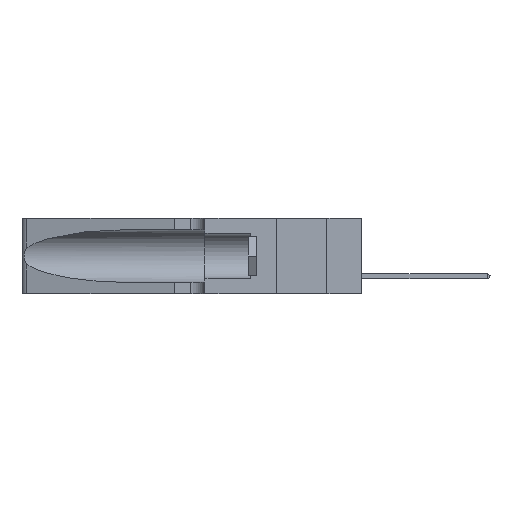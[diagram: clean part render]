
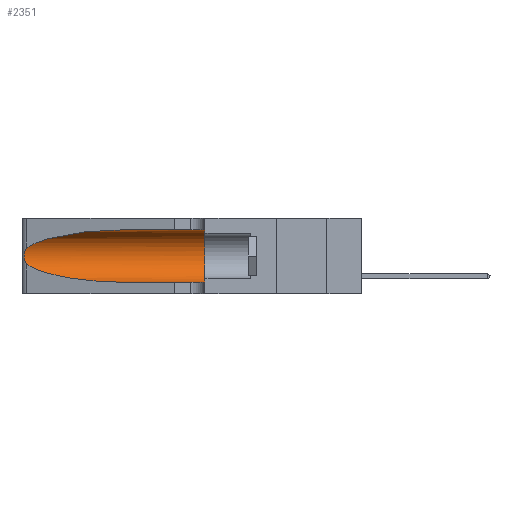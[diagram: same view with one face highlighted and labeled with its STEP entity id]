
A CAD part, left-side view. The second image highlights one B-rep face of the part: STEP entity #2351.
In plain terms, the highlighted cylindrical face has radius 3.308 mm (diameter 6.617 mm), a partial arc.
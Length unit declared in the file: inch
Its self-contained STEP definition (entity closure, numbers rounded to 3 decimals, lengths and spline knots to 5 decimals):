
#168 = DIRECTION ( 'NONE',  ( 0., 0., -1. ) ) ;
#304 = DIRECTION ( 'NONE',  ( 0., -1., 0. ) ) ;
#447 = ORIENTED_EDGE ( 'NONE', *, *, #21891, .T. ) ;
#1585 = VERTEX_POINT ( 'NONE', #22024 ) ;
#1750 = CARTESIAN_POINT ( 'NONE',  ( 0.25639, 1.23186, 0.15144 ) ) ;
#1911 = CARTESIAN_POINT ( 'NONE',  ( 0.26075, 1.23896, 0.178 ) ) ;
#1988 = CARTESIAN_POINT ( 'NONE',  ( 0.25856, 1.23593, 0.16098 ) ) ;
#2072 = DIRECTION ( 'NONE',  ( 0., -1., 0. ) ) ;
#2351 = ADVANCED_FACE ( 'NONE', ( #22952 ), #5318, .F. ) ;
#2923 = VERTEX_POINT ( 'NONE', #18660 ) ;
#4251 = CARTESIAN_POINT ( 'NONE',  ( 0.18966, 0.96281, 0.05475 ) ) ;
#4956 = LINE ( 'NONE', #16471, #20690 ) ;
#5318 = CYLINDRICAL_SURFACE ( 'NONE', #8092, 0.13025 ) ;
#5877 = CARTESIAN_POINT ( 'NONE',  ( 0.25854, 1.2359, 0.20912 ) ) ;
#7294 = EDGE_CURVE ( 'NONE', #9356, #24354, #4956, .T. ) ;
#7395 = DIRECTION ( 'NONE',  ( 0., 0., 1. ) ) ;
#7526 = CARTESIAN_POINT ( 'NONE',  ( 0.18966, 0.96281, 0.31525 ) ) ;
#7665 = DIRECTION ( 'NONE',  ( 0., 1., 0. ) ) ;
#8092 = AXIS2_PLACEMENT_3D ( 'NONE', #14299, #2072, #168 ) ;
#8422 = CARTESIAN_POINT ( 'NONE',  ( 0.1305, 1.61858, 0.31525 ) ) ;
#8634 = VERTEX_POINT ( 'NONE', #17019 ) ;
#9078 = CIRCLE ( 'NONE', #15235, 0.13025 ) ;
#9356 = VERTEX_POINT ( 'NONE', #15133 ) ;
#10010 = CARTESIAN_POINT ( 'NONE',  ( 0.26017, 1.23833, 0.17102 ) ) ;
#10041 = B_SPLINE_CURVE_WITH_KNOTS ( 'NONE', 3,
 ( #26513, #18181, #22122, #26161, #5877, #22297, #24175, #1911, #10010, #1988, #12053, #1750, #16207, #26434 ),
 .UNSPECIFIED., .F., .F.,
 ( 4, 2, 2, 2, 2, 2, 4 ),
 ( 0., 0.00027, 0.00053, 0.00107, 0.0016, 0.00187, 0.00214 ),
 .UNSPECIFIED. ) ;
#10329 = CARTESIAN_POINT ( 'NONE',  ( 0.25487, 1.22718, 0.14631 ) ) ;
#11252 = CARTESIAN_POINT ( 'NONE',  ( 0.1305, 0.72297, 0.31525 ) ) ;
#11711 = ORIENTED_EDGE ( 'NONE', *, *, #17315, .T. ) ;
#12053 = CARTESIAN_POINT ( 'NONE',  ( 0.25789, 1.23486, 0.15765 ) ) ;
#12605 = EDGE_CURVE ( 'NONE', #8634, #1585, #23977, .T. ) ;
#12669 = EDGE_LOOP ( 'NONE', ( #447, #23948, #11711, #18615, #26371, #18948 ) ) ;
#13665 =( BOUNDED_CURVE ( )  B_SPLINE_CURVE ( 3, ( #11252, #7526, #19613, #17473 ),
 .UNSPECIFIED., .F., .F. ) 
 B_SPLINE_CURVE_WITH_KNOTS ( ( 4, 4 ),
 ( 1.5708, 2.84003 ),
 .UNSPECIFIED. ) 
 CURVE ( )  GEOMETRIC_REPRESENTATION_ITEM ( )  RATIONAL_B_SPLINE_CURVE ( ( 1., 0.87, 0.87, 1. ) ) 
 REPRESENTATION_ITEM ( '' )  );
#13991 =( BOUNDED_CURVE ( )  B_SPLINE_CURVE ( 3, ( #10329, #14811, #4251, #22802 ),
 .UNSPECIFIED., .F., .F. ) 
 B_SPLINE_CURVE_WITH_KNOTS ( ( 4, 4 ),
 ( 3.44316, 4.71239 ),
 .UNSPECIFIED. ) 
 CURVE ( )  GEOMETRIC_REPRESENTATION_ITEM ( )  RATIONAL_B_SPLINE_CURVE ( ( 1., 0.87, 0.87, 1. ) ) 
 REPRESENTATION_ITEM ( '' )  );
#14299 = CARTESIAN_POINT ( 'NONE',  ( 0.1305, 1.61858, 0.185 ) ) ;
#14811 = CARTESIAN_POINT ( 'NONE',  ( 0.2373, 1.15595, 0.08982 ) ) ;
#15133 = CARTESIAN_POINT ( 'NONE',  ( 0.1305, 0.72297, 0.05475 ) ) ;
#15235 = AXIS2_PLACEMENT_3D ( 'NONE', #19948, #7665, #7395 ) ;
#16207 = CARTESIAN_POINT ( 'NONE',  ( 0.25555, 1.22993, 0.14849 ) ) ;
#16471 = CARTESIAN_POINT ( 'NONE',  ( 0.1305, 1.61858, 0.05475 ) ) ;
#16678 = CARTESIAN_POINT ( 'NONE',  ( 0.1305, 0.35, 0.05475 ) ) ;
#17019 = CARTESIAN_POINT ( 'NONE',  ( 0.1305, 0.72297, 0.31525 ) ) ;
#17315 = EDGE_CURVE ( 'NONE', #25284, #9356, #13991, .T. ) ;
#17473 = CARTESIAN_POINT ( 'NONE',  ( 0.25487, 1.22718, 0.22369 ) ) ;
#18181 = CARTESIAN_POINT ( 'NONE',  ( 0.25555, 1.22994, 0.2215 ) ) ;
#18233 = VECTOR ( 'NONE', #304, 39.37008 ) ;
#18615 = ORIENTED_EDGE ( 'NONE', *, *, #7294, .T. ) ;
#18660 = CARTESIAN_POINT ( 'NONE',  ( 0.25487, 1.22718, 0.22369 ) ) ;
#18948 = ORIENTED_EDGE ( 'NONE', *, *, #12605, .F. ) ;
#19613 = CARTESIAN_POINT ( 'NONE',  ( 0.2373, 1.15595, 0.28018 ) ) ;
#19948 = CARTESIAN_POINT ( 'NONE',  ( 0.1305, 0.35, 0.185 ) ) ;
#20690 = VECTOR ( 'NONE', #23344, 39.37008 ) ;
#21581 = CARTESIAN_POINT ( 'NONE',  ( 0.25487, 1.22718, 0.14631 ) ) ;
#21891 = EDGE_CURVE ( 'NONE', #8634, #2923, #13665, .T. ) ;
#22024 = CARTESIAN_POINT ( 'NONE',  ( 0.1305, 0.35, 0.31525 ) ) ;
#22122 = CARTESIAN_POINT ( 'NONE',  ( 0.25639, 1.23184, 0.21858 ) ) ;
#22297 = CARTESIAN_POINT ( 'NONE',  ( 0.26018, 1.23835, 0.19895 ) ) ;
#22802 = CARTESIAN_POINT ( 'NONE',  ( 0.1305, 0.72297, 0.05475 ) ) ;
#22952 = FACE_OUTER_BOUND ( 'NONE', #12669, .T. ) ;
#23344 = DIRECTION ( 'NONE',  ( 0., -1., 0. ) ) ;
#23948 = ORIENTED_EDGE ( 'NONE', *, *, #25550, .T. ) ;
#23977 = LINE ( 'NONE', #8422, #18233 ) ;
#24175 = CARTESIAN_POINT ( 'NONE',  ( 0.26075, 1.23896, 0.19203 ) ) ;
#24354 = VERTEX_POINT ( 'NONE', #16678 ) ;
#25284 = VERTEX_POINT ( 'NONE', #21581 ) ;
#25454 = EDGE_CURVE ( 'NONE', #1585, #24354, #9078, .T. ) ;
#25550 = EDGE_CURVE ( 'NONE', #2923, #25284, #10041, .T. ) ;
#26161 = CARTESIAN_POINT ( 'NONE',  ( 0.25787, 1.23484, 0.2124 ) ) ;
#26371 = ORIENTED_EDGE ( 'NONE', *, *, #25454, .F. ) ;
#26434 = CARTESIAN_POINT ( 'NONE',  ( 0.25487, 1.22718, 0.14631 ) ) ;
#26513 = CARTESIAN_POINT ( 'NONE',  ( 0.25487, 1.22718, 0.22369 ) ) ;
